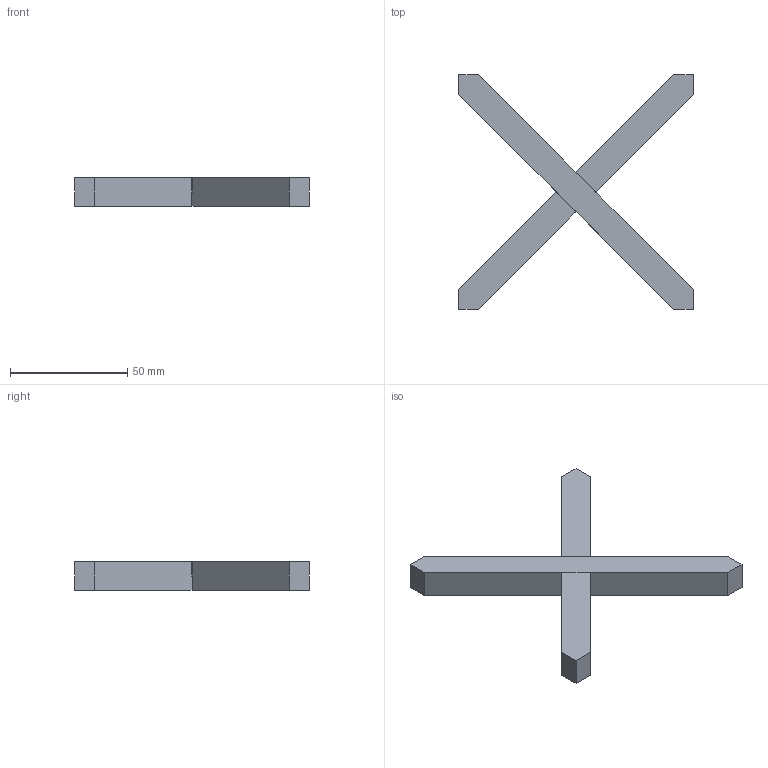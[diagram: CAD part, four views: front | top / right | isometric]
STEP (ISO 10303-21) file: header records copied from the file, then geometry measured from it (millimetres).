
FILE_DESCRIPTION (( 'STEP AP203' ), '1' );
FILE_NAME ('5645-100.step', '2022-06-29T10:50:36', ( '' ), ( '' ), 'SwSTEP 2.0', 'SolidWorks 2018', '' );
FILE_SCHEMA (( 'CONFIG_CONTROL_DESIGN' ));
Length unit declared in the file: millimetre
Products named in the file (1): 5645-100
Bounding box: 100 x 100 x 12 mm (x, y, z)
Volume: 37258.7 mm3; surface area: 12957.4 mm2
Topology: 1 solids, 1 shells, 279 faces, 755 edges, 502 vertices
Faces by surface type: plane 168, bspline 111
Entity records: 14260 total; most frequent: CARTESIAN_POINT 7920, ORIENTED_EDGE 1510, DIRECTION 871, EDGE_CURVE 755, LINE 533, VECTOR 533, VERTEX_POINT 502, EDGE_LOOP 303
